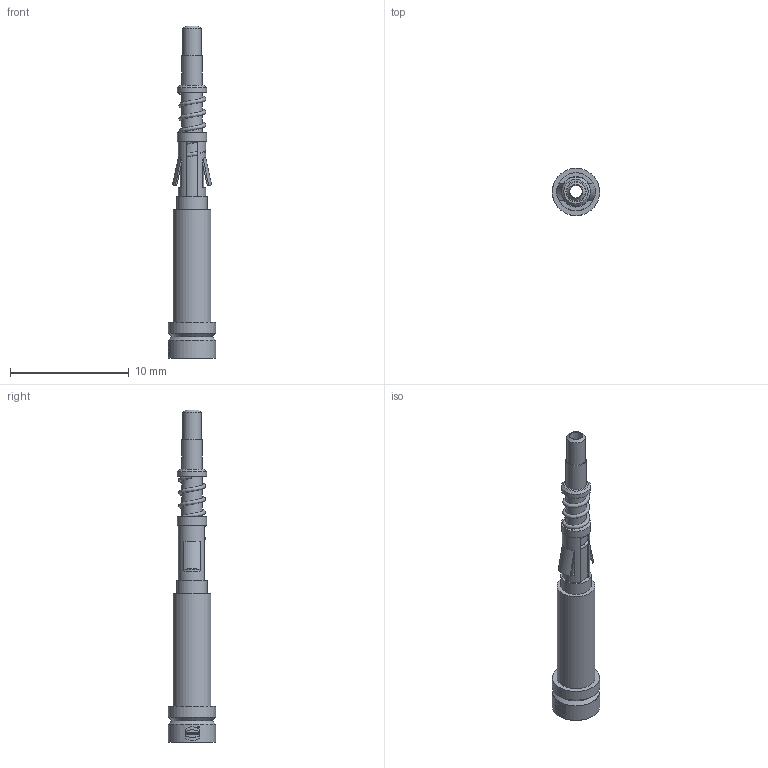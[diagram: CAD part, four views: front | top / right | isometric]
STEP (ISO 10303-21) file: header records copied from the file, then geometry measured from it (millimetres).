
FILE_DESCRIPTION(/* description */ (''),/* implementation_level */ '2;1');
FILE_NAME(/* name */ '100737545ugm000_a.stp',/* time_stamp */ '2017-10-27T14:16:35+02:00',/* author */ (''),/* organization */ (''),/* preprocessor_version */ 'ST-DEVELOPER v16',/* originating_system */ 'SIEMENS PLM Software NX 10.0',/* authorisation */ '');
FILE_SCHEMA (('AUTOMOTIVE_DESIGN { 1 0 10303 214 3 1 1 1 }'));
Length unit declared in the file: millimetre
Products named in the file (1): 100737545ugm000_a
Bounding box: 4 x 4 x 28 mm (x, y, z)
Volume: 99.2 mm3; surface area: 479.4 mm2
Topology: 1 solids, 2 shells, 162 faces, 511 edges, 457 vertices
Faces by surface type: plane 106, cylinder 47, cone 4, bspline 3, extrusion 2
Full cylindrical faces by diameter (mm): 0.132 x1, 0.156 x1, 1.05 x1, 1.58 x1, 1.7 x1, 2 x2, 2.4 x1, 2.45 x2, 2.57 x1, 3.2 x1, 3.96 x1, 4 x2
Entity records: 10342 total; most frequent: CARTESIAN_POINT 4845, DIRECTION 897, ORIENTED_EDGE 780, EDGE_CURVE 391, AXIS2_PLACEMENT_3D 314, VERTEX_POINT 273, VECTOR 269, LINE 267
